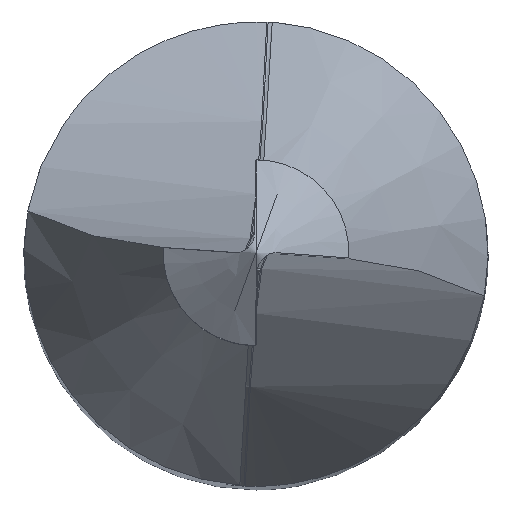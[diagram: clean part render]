
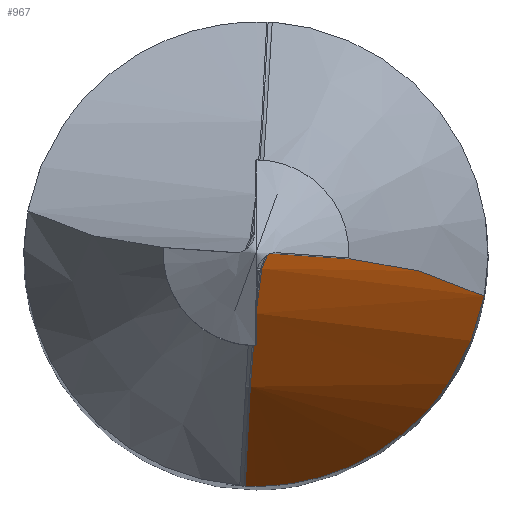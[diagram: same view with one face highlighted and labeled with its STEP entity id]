
A CAD part, top view. The second image highlights one B-rep face of the part: STEP entity #967.
In plain terms, the highlighted conical face has half-angle 4 degrees and reference radius 8.649 mm.
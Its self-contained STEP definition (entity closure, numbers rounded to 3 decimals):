
#607=VERTEX_POINT('',#1378);
#623=VERTEX_POINT('',#1396);
#675=EDGE_CURVE('',#905,#623,#1449,.T.);
#713=EDGE_CURVE('',#607,#623,#1490,.T.);
#877=EDGE_CURVE('',#927,#989,#1673,.T.);
#905=VERTEX_POINT('',#1701);
#927=VERTEX_POINT('',#1725);
#967=ADVANCED_FACE('',(#1770),#1771,.F.);
#989=VERTEX_POINT('',#1793);
#1039=EDGE_CURVE('',#927,#905,#1847,.T.);
#1089=EDGE_CURVE('',#989,#607,#1901,.T.);
#1378=CARTESIAN_POINT('',(0.,-2.0,-8.035));
#1396=CARTESIAN_POINT('',(-0.093,-1.998,-8.04));
#1449=CIRCLE('',#2772,8.957);
#1490=B_SPLINE_CURVE_WITH_KNOTS('',3,(#2921,#2922,#2923,#2924,#2925,#2926,#2927,#2928,#2929,#2930,#2931,#2932,#2933,#2934,#2935,#2936,#2937,#2938,#2939,#2940,#2941,#2942,#2943,#2944),.UNSPECIFIED.,.F.,.F.,(4,2,2,2,2,2,2,2,2,2,2,4),(9.302,10.171,11.04,11.694,12.348,12.669,12.989,13.275,13.562,13.848,14.134,14.422),.UNSPECIFIED.);
#1673=B_SPLINE_CURVE_WITH_KNOTS('',3,(#3318,#3319,#3320,#3321,#3322,#3323,#3324,#3325,#3326,#3327,#3328,#3329,#3330,#3331,#3332,#3333,#3334,#3335,#3336,#3337,#3338,#3339,#3340,#3341,#3342,#3343,#3344,#3345,#3346,#3347,#3348,#3349,#3350,#3351,#3352,#3353,#3354,#3355,#3356,#3357,#3358,#3359),.UNSPECIFIED.,.F.,.F.,(4,2,2,2,2,2,2,2,2,2,2,2,2,2,2,2,2,2,2,2,4),(0.0,0.461,0.921,1.376,1.831,2.074,2.159,2.202,2.223,2.245,2.267,2.289,2.334,2.422,2.677,3.149,3.621,4.759,5.896,7.034,8.171),.UNSPECIFIED.);
#1701=CARTESIAN_POINT('',(0.104,0.,-2.405));
#1725=CARTESIAN_POINT('',(0.816,-0.05,-2.43));
#1770=FACE_OUTER_BOUND('',#3626,.T.);
#1771=CONICAL_SURFACE('',#3627,8.649,0.07);
#1793=CARTESIAN_POINT('',(1.966,-0.367,-4.478));
#1847=LINE('',#3768,#3769);
#1901=B_SPLINE_CURVE_WITH_KNOTS('',3,(#3909,#3910,#3911,#3912,#3913,#3914,#3915,#3916,#3917,#3918,#3919,#3920,#3921,#3922,#3923,#3924,#3925,#3926,#3927,#3928,#3929,#3930,#3931,#3932),.UNSPECIFIED.,.F.,.F.,(4,2,2,2,2,2,2,2,2,2,2,4),(9.302,10.171,11.04,11.694,12.348,12.669,12.989,13.275,13.562,13.848,14.134,14.422),.UNSPECIFIED.);
#2772=AXIS2_PLACEMENT_3D('',#4391,#4392,#4393);
#2921=CARTESIAN_POINT('',(1.974,-0.322,-4.276));
#2922=CARTESIAN_POINT('',(1.963,-0.387,-4.584));
#2923=CARTESIAN_POINT('',(1.947,-0.467,-4.888));
#2924=CARTESIAN_POINT('',(1.893,-0.654,-5.472));
#2925=CARTESIAN_POINT('',(1.854,-0.76,-5.752));
#2926=CARTESIAN_POINT('',(1.759,-0.956,-6.211));
#2927=CARTESIAN_POINT('',(1.704,-1.055,-6.422));
#2928=CARTESIAN_POINT('',(1.556,-1.262,-6.825));
#2929=CARTESIAN_POINT('',(1.464,-1.37,-7.016));
#2930=CARTESIAN_POINT('',(1.307,-1.516,-7.261));
#2931=CARTESIAN_POINT('',(1.245,-1.568,-7.346));
#2932=CARTESIAN_POINT('',(1.107,-1.668,-7.506));
#2933=CARTESIAN_POINT('',(1.03,-1.716,-7.58));
#2934=CARTESIAN_POINT('',(0.887,-1.794,-7.7));
#2935=CARTESIAN_POINT('',(0.811,-1.83,-7.754));
#2936=CARTESIAN_POINT('',(0.648,-1.894,-7.852));
#2937=CARTESIAN_POINT('',(0.56,-1.922,-7.895));
#2938=CARTESIAN_POINT('',(0.375,-1.967,-7.965));
#2939=CARTESIAN_POINT('',(0.279,-1.983,-7.993));
#2940=CARTESIAN_POINT('',(0.085,-2.001,-8.03));
#2941=CARTESIAN_POINT('',(-0.013,-2.002,-8.039));
#2942=CARTESIAN_POINT('',(-0.204,-1.992,-8.041));
#2943=CARTESIAN_POINT('',(-0.302,-1.979,-8.033));
#2944=CARTESIAN_POINT('',(-0.398,-1.96,-8.016));
#3318=CARTESIAN_POINT('',(-1.236,0.056,-3.157));
#3319=CARTESIAN_POINT('',(-1.159,0.063,-3.024));
#3320=CARTESIAN_POINT('',(-1.074,0.067,-2.878));
#3321=CARTESIAN_POINT('',(-0.905,0.068,-2.586));
#3322=CARTESIAN_POINT('',(-0.82,0.065,-2.44));
#3323=CARTESIAN_POINT('',(-0.668,0.053,-2.175));
#3324=CARTESIAN_POINT('',(-0.585,0.043,-2.031));
#3325=CARTESIAN_POINT('',(-0.42,0.016,-1.742));
#3326=CARTESIAN_POINT('',(-0.338,-0.001,-1.598));
#3327=CARTESIAN_POINT('',(-0.221,-0.03,-1.399));
#3328=CARTESIAN_POINT('',(-0.172,-0.043,-1.317));
#3329=CARTESIAN_POINT('',(-0.109,-0.059,-1.228));
#3330=CARTESIAN_POINT('',(-0.091,-0.064,-1.204));
#3331=CARTESIAN_POINT('',(-0.061,-0.07,-1.174));
#3332=CARTESIAN_POINT('',(-0.051,-0.072,-1.166));
#3333=CARTESIAN_POINT('',(-0.035,-0.074,-1.156));
#3334=CARTESIAN_POINT('',(-0.029,-0.075,-1.153));
#3335=CARTESIAN_POINT('',(-0.017,-0.076,-1.15));
#3336=CARTESIAN_POINT('',(-0.01,-0.077,-1.149));
#3337=CARTESIAN_POINT('',(0.004,-0.078,-1.149));
#3338=CARTESIAN_POINT('',(0.011,-0.078,-1.151));
#3339=CARTESIAN_POINT('',(0.023,-0.079,-1.156));
#3340=CARTESIAN_POINT('',(0.029,-0.079,-1.159));
#3341=CARTESIAN_POINT('',(0.046,-0.078,-1.171));
#3342=CARTESIAN_POINT('',(0.056,-0.078,-1.18));
#3343=CARTESIAN_POINT('',(0.087,-0.076,-1.212));
#3344=CARTESIAN_POINT('',(0.106,-0.074,-1.238));
#3345=CARTESIAN_POINT('',(0.173,-0.067,-1.331));
#3346=CARTESIAN_POINT('',(0.225,-0.061,-1.418));
#3347=CARTESIAN_POINT('',(0.35,-0.049,-1.626));
#3348=CARTESIAN_POINT('',(0.437,-0.044,-1.775));
#3349=CARTESIAN_POINT('',(0.611,-0.041,-2.074));
#3350=CARTESIAN_POINT('',(0.697,-0.043,-2.224));
#3351=CARTESIAN_POINT('',(0.965,-0.059,-2.689));
#3352=CARTESIAN_POINT('',(1.162,-0.089,-3.032));
#3353=CARTESIAN_POINT('',(1.557,-0.191,-3.731));
#3354=CARTESIAN_POINT('',(1.755,-0.263,-4.087));
#3355=CARTESIAN_POINT('',(2.136,-0.451,-4.794));
#3356=CARTESIAN_POINT('',(2.318,-0.566,-5.145));
#3357=CARTESIAN_POINT('',(2.651,-0.836,-5.828));
#3358=CARTESIAN_POINT('',(2.802,-0.991,-6.159));
#3359=CARTESIAN_POINT('',(2.931,-1.159,-6.474));
#3626=EDGE_LOOP('',(#4769,#4770,#4771,#4772,#4773));
#3627=AXIS2_PLACEMENT_3D('',#4774,#4775,#4776);
#3768=CARTESIAN_POINT('',(4.494,-0.308,-2.558));
#3769=VECTOR('',#4835,1.0);
#3909=CARTESIAN_POINT('',(1.974,-0.322,-4.276));
#3910=CARTESIAN_POINT('',(1.963,-0.387,-4.584));
#3911=CARTESIAN_POINT('',(1.947,-0.467,-4.888));
#3912=CARTESIAN_POINT('',(1.893,-0.654,-5.472));
#3913=CARTESIAN_POINT('',(1.854,-0.76,-5.752));
#3914=CARTESIAN_POINT('',(1.759,-0.956,-6.211));
#3915=CARTESIAN_POINT('',(1.704,-1.055,-6.422));
#3916=CARTESIAN_POINT('',(1.556,-1.262,-6.825));
#3917=CARTESIAN_POINT('',(1.464,-1.37,-7.016));
#3918=CARTESIAN_POINT('',(1.307,-1.516,-7.261));
#3919=CARTESIAN_POINT('',(1.245,-1.568,-7.346));
#3920=CARTESIAN_POINT('',(1.107,-1.668,-7.506));
#3921=CARTESIAN_POINT('',(1.03,-1.716,-7.58));
#3922=CARTESIAN_POINT('',(0.887,-1.794,-7.7));
#3923=CARTESIAN_POINT('',(0.811,-1.83,-7.754));
#3924=CARTESIAN_POINT('',(0.648,-1.894,-7.852));
#3925=CARTESIAN_POINT('',(0.56,-1.922,-7.895));
#3926=CARTESIAN_POINT('',(0.375,-1.967,-7.965));
#3927=CARTESIAN_POINT('',(0.279,-1.983,-7.993));
#3928=CARTESIAN_POINT('',(0.085,-2.001,-8.03));
#3929=CARTESIAN_POINT('',(-0.013,-2.002,-8.039));
#3930=CARTESIAN_POINT('',(-0.204,-1.992,-8.041));
#3931=CARTESIAN_POINT('',(-0.302,-1.979,-8.033));
#3932=CARTESIAN_POINT('',(-0.398,-1.96,-8.016));
#4391=CARTESIAN_POINT('',(0.104,-8.957,-2.405));
#4392=DIRECTION('',(-0.999,0.0,0.035));
#4393=DIRECTION('',(0.035,0.0,0.999));
#4769=ORIENTED_EDGE('',*,*,#1089,.F.);
#4770=ORIENTED_EDGE('',*,*,#877,.F.);
#4771=ORIENTED_EDGE('',*,*,#1039,.T.);
#4772=ORIENTED_EDGE('',*,*,#675,.T.);
#4773=ORIENTED_EDGE('',*,*,#713,.F.);
#4774=CARTESIAN_POINT('',(4.494,-8.957,-2.558));
#4775=DIRECTION('',(-0.999,0.0,0.035));
#4776=DIRECTION('',(0.035,0.0,0.999));
#4835=DIRECTION('',(-0.997,0.07,0.035));
